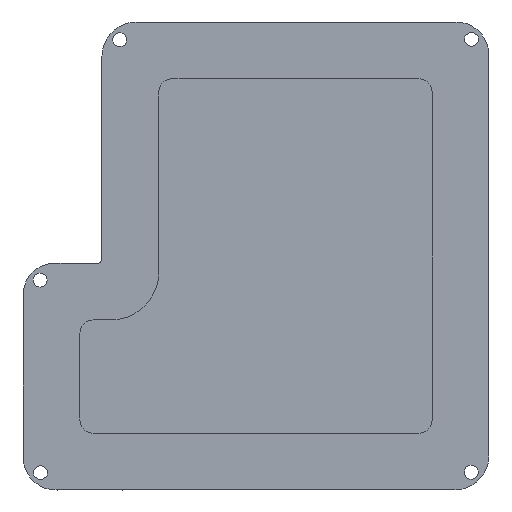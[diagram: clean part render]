
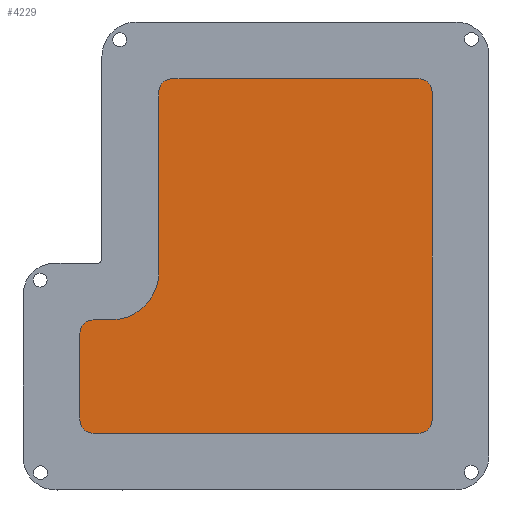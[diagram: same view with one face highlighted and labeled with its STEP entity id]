
A CAD part, front view. The second image highlights one B-rep face of the part: STEP entity #4229.
In plain terms, the highlighted planar face has unit normal (0, -1, 0).
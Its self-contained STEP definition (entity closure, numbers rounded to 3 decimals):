
#257=PLANE('',#4618);
#464=FACE_OUTER_BOUND('',#743,.T.);
#743=EDGE_LOOP('',(#3952,#3953,#3954,#3955,#3956,#3957,#3958));
#1187=LINE('',#6927,#1649);
#1191=LINE('',#6935,#1653);
#1194=LINE('',#6941,#1656);
#1197=LINE('',#6947,#1659);
#1201=LINE('',#6959,#1663);
#1204=LINE('',#6964,#1666);
#1649=VECTOR('',#5726,10.);
#1653=VECTOR('',#5732,10.);
#1656=VECTOR('',#5737,10.);
#1659=VECTOR('',#5742,10.);
#1663=VECTOR('',#5754,10.);
#1666=VECTOR('',#5759,10.);
#1794=CIRCLE('',#4613,6.175);
#2175=VERTEX_POINT('',#6925);
#2176=VERTEX_POINT('',#6926);
#2179=VERTEX_POINT('',#6934);
#2181=VERTEX_POINT('',#6940);
#2183=VERTEX_POINT('',#6946);
#2185=VERTEX_POINT('',#6952);
#2187=VERTEX_POINT('',#6958);
#2758=EDGE_CURVE('',#2175,#2176,#1187,.T.);
#2762=EDGE_CURVE('',#2176,#2179,#1191,.T.);
#2765=EDGE_CURVE('',#2179,#2181,#1194,.T.);
#2768=EDGE_CURVE('',#2181,#2183,#1197,.T.);
#2771=EDGE_CURVE('',#2183,#2185,#1794,.T.);
#2774=EDGE_CURVE('',#2185,#2187,#1201,.T.);
#2777=EDGE_CURVE('',#2187,#2175,#1204,.T.);
#3952=ORIENTED_EDGE('',*,*,#2777,.T.);
#3953=ORIENTED_EDGE('',*,*,#2758,.T.);
#3954=ORIENTED_EDGE('',*,*,#2762,.T.);
#3955=ORIENTED_EDGE('',*,*,#2765,.T.);
#3956=ORIENTED_EDGE('',*,*,#2768,.T.);
#3957=ORIENTED_EDGE('',*,*,#2771,.T.);
#3958=ORIENTED_EDGE('',*,*,#2774,.T.);
#4229=ADVANCED_FACE('',(#464),#257,.F.);
#4613=AXIS2_PLACEMENT_3D('',#6953,#5747,#5748);
#4618=AXIS2_PLACEMENT_3D('',#6967,#5763,#5764);
#5726=DIRECTION('',(1.,0.,0.));
#5732=DIRECTION('',(0.,0.,1.));
#5737=DIRECTION('',(-1.,0.,0.));
#5742=DIRECTION('',(0.,0.,-1.));
#5747=DIRECTION('center_axis',(0.,1.,0.));
#5748=DIRECTION('ref_axis',(1.,0.,0.));
#5754=DIRECTION('',(-1.,0.,0.));
#5759=DIRECTION('',(0.,0.,-1.));
#5763=DIRECTION('center_axis',(0.,1.,0.));
#5764=DIRECTION('ref_axis',(-1.,0.,0.));
#6925=CARTESIAN_POINT('',(2.048,-3.5,2.175));
#6926=CARTESIAN_POINT('',(92.186,-3.5,2.175));
#6927=CARTESIAN_POINT('',(2.048,-3.5,2.175));
#6934=CARTESIAN_POINT('',(92.186,-3.5,92.821));
#6935=CARTESIAN_POINT('',(92.186,-3.5,2.175));
#6940=CARTESIAN_POINT('',(20.082,-3.5,92.821));
#6941=CARTESIAN_POINT('',(92.186,-3.5,92.821));
#6946=CARTESIAN_POINT('',(20.082,-3.5,43.878));
#6947=CARTESIAN_POINT('',(20.082,-3.5,92.821));
#6952=CARTESIAN_POINT('',(13.907,-3.5,37.703));
#6953=CARTESIAN_POINT('Origin',(13.907,-3.5,43.878));
#6958=CARTESIAN_POINT('',(2.048,-3.5,37.703));
#6959=CARTESIAN_POINT('',(13.907,-3.5,37.703));
#6964=CARTESIAN_POINT('',(2.048,-3.5,37.703));
#6967=CARTESIAN_POINT('Origin',(47.117,-3.5,47.498));
